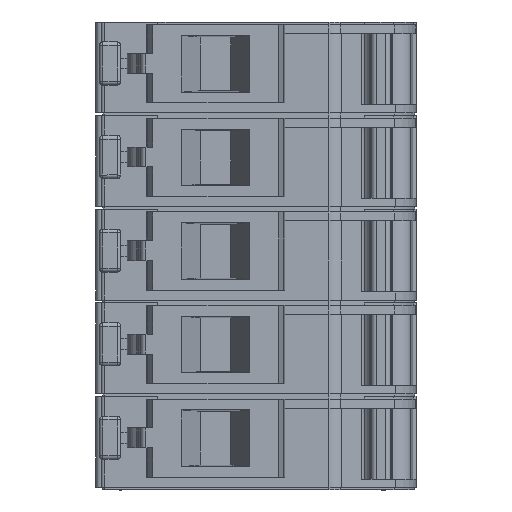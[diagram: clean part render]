
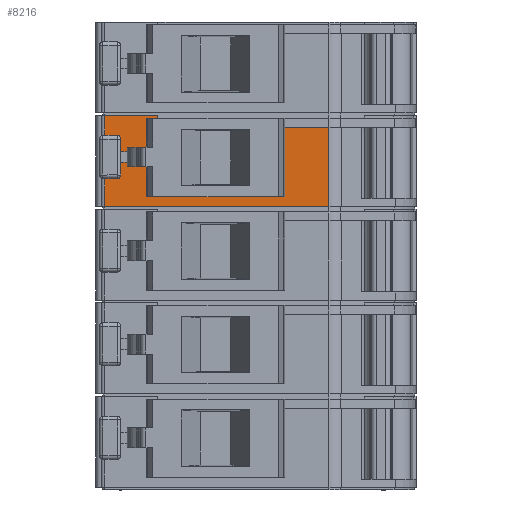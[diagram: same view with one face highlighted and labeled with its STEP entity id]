
A CAD part, front view. The second image highlights one B-rep face of the part: STEP entity #8216.
In plain terms, the highlighted planar face has unit normal (0, -1, 0).
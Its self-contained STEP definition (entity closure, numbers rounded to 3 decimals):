
#371 = CARTESIAN_POINT ( 'NONE',  ( -12.904, 7.79, -3.044 ) ) ;
#471 = CARTESIAN_POINT ( 'NONE',  ( -25.359, 7.79, -13.044 ) ) ;
#978 = EDGE_CURVE ( 'NONE', #8148, #1099, #34667, .T. ) ;
#1099 = VERTEX_POINT ( 'NONE', #34391 ) ;
#1739 = LINE ( 'NONE', #37160, #26720 ) ;
#2049 = LINE ( 'NONE', #371, #26513 ) ;
#2720 = VECTOR ( 'NONE', #19724, 1000. ) ;
#3302 = CARTESIAN_POINT ( 'NONE',  ( -23.046, 7.79, -3.044 ) ) ;
#3695 = DIRECTION ( 'NONE',  ( 1., 0., 0. ) ) ;
#4004 = DIRECTION ( 'NONE',  ( 0., 1., 0. ) ) ;
#4034 = CARTESIAN_POINT ( 'NONE',  ( -12.904, 7.79, -3.644 ) ) ;
#4295 = EDGE_CURVE ( 'NONE', #7125, #32655, #16038, .T. ) ;
#4704 = CARTESIAN_POINT ( 'NONE',  ( -24.759, 7.79, -5.994 ) ) ;
#5264 = EDGE_LOOP ( 'NONE', ( #18903, #18163, #20318, #38725, #10231, #33145, #39028, #34592, #25547, #38840, #14101, #34401, #34640, #41806 ) ) ;
#5776 = CARTESIAN_POINT ( 'NONE',  ( -22.396, 7.79, -8.194 ) ) ;
#5961 = DIRECTION ( 'NONE',  ( 1., 0., 0. ) ) ;
#6122 = EDGE_CURVE ( 'NONE', #18820, #26673, #38224, .T. ) ;
#6183 = EDGE_CURVE ( 'NONE', #32655, #30228, #9851, .T. ) ;
#6276 = EDGE_CURVE ( 'NONE', #22655, #8148, #1739, .T. ) ;
#6751 = CARTESIAN_POINT ( 'NONE',  ( -25.359, 7.79, -2.994 ) ) ;
#6867 = LINE ( 'NONE', #14126, #34648 ) ;
#7125 = VERTEX_POINT ( 'NONE', #4704 ) ;
#7181 = CARTESIAN_POINT ( 'NONE',  ( -22.396, 7.79, -2.994 ) ) ;
#7207 = DIRECTION ( 'NONE',  ( 0., 0., -1. ) ) ;
#7363 = DIRECTION ( 'NONE',  ( 0., 0., -1. ) ) ;
#8148 = VERTEX_POINT ( 'NONE', #7181 ) ;
#8216 = ADVANCED_FACE ( 'NONE', ( #9633 ), #24684, .F. ) ;
#8356 = VECTOR ( 'NONE', #17192, 1000. ) ;
#8574 = EDGE_CURVE ( 'NONE', #1099, #44794, #13487, .T. ) ;
#8646 = CARTESIAN_POINT ( 'NONE',  ( -15.346, 7.79, -7.494 ) ) ;
#9633 = FACE_OUTER_BOUND ( 'NONE', #5264, .T. ) ;
#9688 = VECTOR ( 'NONE', #37728, 1000. ) ;
#9848 = CARTESIAN_POINT ( 'NONE',  ( -12.904, 7.79, -8.044 ) ) ;
#9851 = LINE ( 'NONE', #30165, #34387 ) ;
#10231 = ORIENTED_EDGE ( 'NONE', *, *, #978, .F. ) ;
#10633 = CARTESIAN_POINT ( 'NONE',  ( -23.046, 7.79, -7.494 ) ) ;
#10663 = VECTOR ( 'NONE', #22863, 1000. ) ;
#12157 = VECTOR ( 'NONE', #14644, 1000. ) ;
#13487 = LINE ( 'NONE', #20092, #9688 ) ;
#14101 = ORIENTED_EDGE ( 'NONE', *, *, #15993, .F. ) ;
#14126 = CARTESIAN_POINT ( 'NONE',  ( -12.904, 7.79, -7.494 ) ) ;
#14458 = CARTESIAN_POINT ( 'NONE',  ( -12.904, 7.79, -3.044 ) ) ;
#14479 = CARTESIAN_POINT ( 'NONE',  ( -25.359, 7.79, -4.594 ) ) ;
#14644 = DIRECTION ( 'NONE',  ( 1., 0., 0. ) ) ;
#15091 = CARTESIAN_POINT ( 'NONE',  ( -15.346, 7.79, -3.044 ) ) ;
#15383 = DIRECTION ( 'NONE',  ( 0., 0., 1. ) ) ;
#15390 = EDGE_CURVE ( 'NONE', #44794, #28972, #26862, .T. ) ;
#15492 = EDGE_CURVE ( 'NONE', #26673, #15949, #44872, .T. ) ;
#15949 = VERTEX_POINT ( 'NONE', #17042 ) ;
#15993 = EDGE_CURVE ( 'NONE', #36658, #30674, #39936, .T. ) ;
#16038 = LINE ( 'NONE', #27059, #33495 ) ;
#16402 = DIRECTION ( 'NONE',  ( -1., 0., 0. ) ) ;
#16844 = DIRECTION ( 'NONE',  ( 0., 0., 1. ) ) ;
#17042 = CARTESIAN_POINT ( 'NONE',  ( -12.904, 7.79, -3.644 ) ) ;
#17192 = DIRECTION ( 'NONE',  ( 0., 0., 1. ) ) ;
#18163 = ORIENTED_EDGE ( 'NONE', *, *, #20166, .F. ) ;
#18437 = VERTEX_POINT ( 'NONE', #34857 ) ;
#18820 = VERTEX_POINT ( 'NONE', #8646 ) ;
#18903 = ORIENTED_EDGE ( 'NONE', *, *, #6122, .F. ) ;
#19695 = VECTOR ( 'NONE', #15383, 1000. ) ;
#19724 = DIRECTION ( 'NONE',  ( 1., 0., 0. ) ) ;
#19884 = VECTOR ( 'NONE', #16402, 1000. ) ;
#20092 = CARTESIAN_POINT ( 'NONE',  ( -12.904, 7.79, -3.144 ) ) ;
#20166 = EDGE_CURVE ( 'NONE', #28972, #18820, #6867, .T. ) ;
#20171 = EDGE_CURVE ( 'NONE', #30228, #22655, #25957, .T. ) ;
#20318 = ORIENTED_EDGE ( 'NONE', *, *, #15390, .F. ) ;
#21319 = DIRECTION ( 'NONE',  ( 0., 0., 1. ) ) ;
#22655 = VERTEX_POINT ( 'NONE', #6751 ) ;
#22863 = DIRECTION ( 'NONE',  ( 0., 0., -1. ) ) ;
#24366 = CARTESIAN_POINT ( 'NONE',  ( -25.359, 7.79, -5.994 ) ) ;
#24545 = AXIS2_PLACEMENT_3D ( 'NONE', #14458, #4004, #38828 ) ;
#24684 = PLANE ( 'NONE',  #24545 ) ;
#24698 = VECTOR ( 'NONE', #7207, 1000. ) ;
#24843 = CARTESIAN_POINT ( 'NONE',  ( -15.346, 7.79, -3.644 ) ) ;
#25547 = ORIENTED_EDGE ( 'NONE', *, *, #4295, .F. ) ;
#25811 = EDGE_CURVE ( 'NONE', #15949, #18437, #2049, .T. ) ;
#25957 = LINE ( 'NONE', #471, #34117 ) ;
#26513 = VECTOR ( 'NONE', #7363, 1000. ) ;
#26673 = VERTEX_POINT ( 'NONE', #24843 ) ;
#26720 = VECTOR ( 'NONE', #5961, 1000. ) ;
#26862 = LINE ( 'NONE', #3302, #24698 ) ;
#26984 = EDGE_CURVE ( 'NONE', #18437, #36658, #30229, .T. ) ;
#27059 = CARTESIAN_POINT ( 'NONE',  ( -24.759, 7.79, -3.044 ) ) ;
#28158 = CARTESIAN_POINT ( 'NONE',  ( -25.359, 7.79, -3.044 ) ) ;
#28835 = LINE ( 'NONE', #29781, #2720 ) ;
#28972 = VERTEX_POINT ( 'NONE', #10633 ) ;
#29781 = CARTESIAN_POINT ( 'NONE',  ( -12.904, 7.79, -5.994 ) ) ;
#30165 = CARTESIAN_POINT ( 'NONE',  ( -12.904, 7.79, -4.594 ) ) ;
#30228 = VERTEX_POINT ( 'NONE', #14479 ) ;
#30229 = LINE ( 'NONE', #9848, #19884 ) ;
#30674 = VERTEX_POINT ( 'NONE', #24366 ) ;
#32655 = VERTEX_POINT ( 'NONE', #44529 ) ;
#33018 = CARTESIAN_POINT ( 'NONE',  ( -23.046, 7.79, -3.144 ) ) ;
#33145 = ORIENTED_EDGE ( 'NONE', *, *, #6276, .F. ) ;
#33495 = VECTOR ( 'NONE', #16844, 1000. ) ;
#33658 = DIRECTION ( 'NONE',  ( -1., 0., 0. ) ) ;
#34117 = VECTOR ( 'NONE', #21319, 1000. ) ;
#34387 = VECTOR ( 'NONE', #33658, 1000. ) ;
#34391 = CARTESIAN_POINT ( 'NONE',  ( -22.396, 7.79, -3.144 ) ) ;
#34401 = ORIENTED_EDGE ( 'NONE', *, *, #26984, .F. ) ;
#34592 = ORIENTED_EDGE ( 'NONE', *, *, #6183, .F. ) ;
#34640 = ORIENTED_EDGE ( 'NONE', *, *, #25811, .F. ) ;
#34648 = VECTOR ( 'NONE', #3695, 1000. ) ;
#34667 = LINE ( 'NONE', #5776, #10663 ) ;
#34857 = CARTESIAN_POINT ( 'NONE',  ( -12.904, 7.79, -8.044 ) ) ;
#36658 = VERTEX_POINT ( 'NONE', #39632 ) ;
#37160 = CARTESIAN_POINT ( 'NONE',  ( -25.359, 7.79, -2.994 ) ) ;
#37728 = DIRECTION ( 'NONE',  ( -1., 0., 0. ) ) ;
#38224 = LINE ( 'NONE', #15091, #19695 ) ;
#38482 = EDGE_CURVE ( 'NONE', #30674, #7125, #28835, .T. ) ;
#38725 = ORIENTED_EDGE ( 'NONE', *, *, #8574, .F. ) ;
#38828 = DIRECTION ( 'NONE',  ( -1., 0., 0. ) ) ;
#38840 = ORIENTED_EDGE ( 'NONE', *, *, #38482, .F. ) ;
#39028 = ORIENTED_EDGE ( 'NONE', *, *, #20171, .F. ) ;
#39632 = CARTESIAN_POINT ( 'NONE',  ( -25.359, 7.79, -8.044 ) ) ;
#39936 = LINE ( 'NONE', #28158, #8356 ) ;
#41806 = ORIENTED_EDGE ( 'NONE', *, *, #15492, .F. ) ;
#44529 = CARTESIAN_POINT ( 'NONE',  ( -24.759, 7.79, -4.594 ) ) ;
#44794 = VERTEX_POINT ( 'NONE', #33018 ) ;
#44872 = LINE ( 'NONE', #4034, #12157 ) ;
